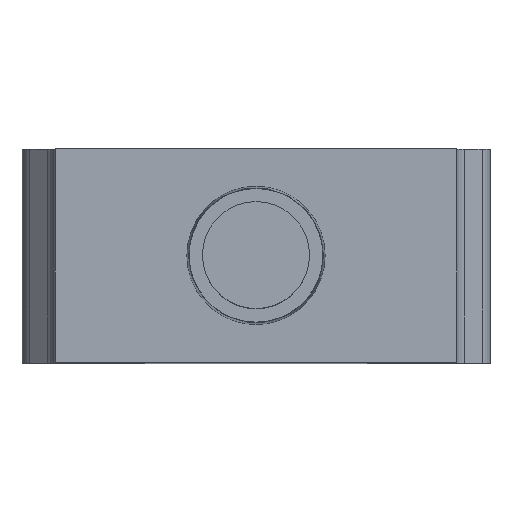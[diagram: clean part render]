
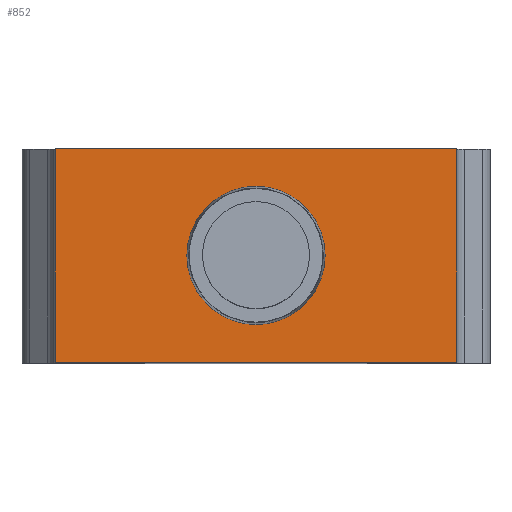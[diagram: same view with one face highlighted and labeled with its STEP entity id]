
A CAD part, top view. The second image highlights one B-rep face of the part: STEP entity #852.
In plain terms, the highlighted face is planar.
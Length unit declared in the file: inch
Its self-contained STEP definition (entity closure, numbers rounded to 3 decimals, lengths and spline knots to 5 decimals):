
#44 = CARTESIAN_POINT ( 'NONE',  ( -1.27953, 0., -0.62992 ) ) ;
#101 = DIRECTION ( 'NONE',  ( 0., 1., 0. ) ) ;
#215 = VERTEX_POINT ( 'NONE', #1018 ) ;
#290 = DIRECTION ( 'NONE',  ( 0., -1., 0. ) ) ;
#316 = EDGE_CURVE ( 'NONE', #215, #1770, #1200, .T. ) ;
#449 = CARTESIAN_POINT ( 'NONE',  ( -1.1811, 0., -0.62992 ) ) ;
#453 = DIRECTION ( 'NONE',  ( 0., 0., 1. ) ) ;
#467 = FACE_OUTER_BOUND ( 'NONE', #821, .T. ) ;
#477 = ORIENTED_EDGE ( 'NONE', *, *, #1485, .T. ) ;
#502 = ORIENTED_EDGE ( 'NONE', *, *, #1593, .F. ) ;
#530 = CARTESIAN_POINT ( 'NONE',  ( 0., 0., 0. ) ) ;
#614 = LINE ( 'NONE', #1255, #1729 ) ;
#646 = DIRECTION ( 'NONE',  ( -1., 0., 0. ) ) ;
#655 = CARTESIAN_POINT ( 'NONE',  ( -1.1811, 0., -0.62992 ) ) ;
#743 = PLANE ( 'NONE',  #1471 ) ;
#821 = EDGE_LOOP ( 'NONE', ( #502, #1813, #477, #1497 ) ) ;
#824 = DIRECTION ( 'NONE',  ( 0., 0., 1. ) ) ;
#827 = AXIS2_PLACEMENT_3D ( 'NONE', #1697, #101, #1390 ) ;
#852 = ADVANCED_FACE ( 'NONE', ( #1915, #467 ), #743, .T. ) ;
#895 = CIRCLE ( 'NONE', #827, 0.20359 ) ;
#922 = VERTEX_POINT ( 'NONE', #1454 ) ;
#936 = ORIENTED_EDGE ( 'NONE', *, *, #1679, .T. ) ;
#958 = VECTOR ( 'NONE', #646, 39.37008 ) ;
#980 = VECTOR ( 'NONE', #1538, 39.37008 ) ;
#982 = LINE ( 'NONE', #655, #1902 ) ;
#1009 = VERTEX_POINT ( 'NONE', #1043 ) ;
#1018 = CARTESIAN_POINT ( 'NONE',  ( 0., 0., -0.62992 ) ) ;
#1043 = CARTESIAN_POINT ( 'NONE',  ( -0.38696, 0., -0.31496 ) ) ;
#1110 = CARTESIAN_POINT ( 'NONE',  ( 0., 0., 0. ) ) ;
#1200 = LINE ( 'NONE', #44, #980 ) ;
#1255 = CARTESIAN_POINT ( 'NONE',  ( 0., 0., -0.57087 ) ) ;
#1282 = CARTESIAN_POINT ( 'NONE',  ( 0., 0., -0.57087 ) ) ;
#1390 = DIRECTION ( 'NONE',  ( 1., 0., 0. ) ) ;
#1405 = EDGE_CURVE ( 'NONE', #1610, #922, #1771, .T. ) ;
#1454 = CARTESIAN_POINT ( 'NONE',  ( -1.1811, 0., 0. ) ) ;
#1471 = AXIS2_PLACEMENT_3D ( 'NONE', #1282, #290, #1601 ) ;
#1485 = EDGE_CURVE ( 'NONE', #215, #1610, #614, .T. ) ;
#1497 = ORIENTED_EDGE ( 'NONE', *, *, #1405, .T. ) ;
#1538 = DIRECTION ( 'NONE',  ( -1., 0., 0. ) ) ;
#1593 = EDGE_CURVE ( 'NONE', #1770, #922, #982, .T. ) ;
#1601 = DIRECTION ( 'NONE',  ( -1., 0., 0. ) ) ;
#1610 = VERTEX_POINT ( 'NONE', #530 ) ;
#1679 = EDGE_CURVE ( 'NONE', #1009, #1009, #895, .T. ) ;
#1697 = CARTESIAN_POINT ( 'NONE',  ( -0.59055, 0., -0.31496 ) ) ;
#1729 = VECTOR ( 'NONE', #453, 39.37008 ) ;
#1743 = EDGE_LOOP ( 'NONE', ( #936 ) ) ;
#1770 = VERTEX_POINT ( 'NONE', #449 ) ;
#1771 = LINE ( 'NONE', #1110, #958 ) ;
#1813 = ORIENTED_EDGE ( 'NONE', *, *, #316, .F. ) ;
#1902 = VECTOR ( 'NONE', #824, 39.37008 ) ;
#1915 = FACE_BOUND ( 'NONE', #1743, .T. ) ;
